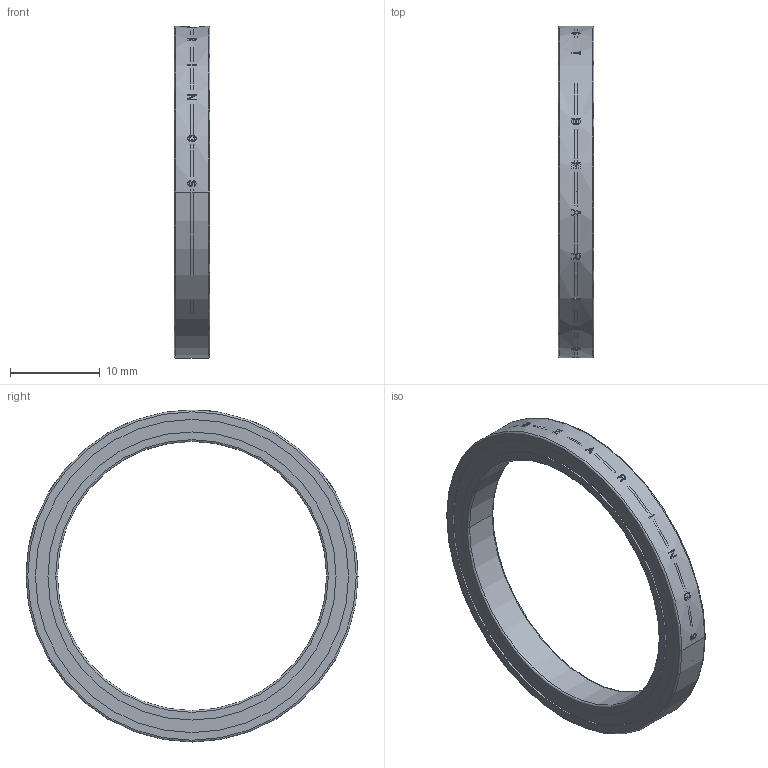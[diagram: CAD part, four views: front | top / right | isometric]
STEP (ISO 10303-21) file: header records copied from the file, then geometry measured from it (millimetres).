
FILE_DESCRIPTION((''),'2;1');
FILE_NAME('6706-2RS','2022-02-28T',('SYSTEM'),(''),'PRO/ENGINEER BY PARAMETRIC TECHNOLOGY CORPORATION, 2016360','PRO/ENGINEER BY PARAMETRIC TECHNOLOGY CORPORATION, 2016360','');
FILE_SCHEMA(('AUTOMOTIVE_DESIGN { 1 0 10303 214 1 1 1 1 }'));
Length unit declared in the file: inch
Products named in the file (1): 6706-2RS
Bounding box: 3.99 x 37.01 x 37.01 mm (x, y, z)
Volume: 1107 mm3; surface area: 3367.6 mm2
Topology: 2 solids, 4 shells, 433 faces, 1210 edges, 750 vertices
Faces by surface type: plane 294, sphere 96, cylinder 31, torus 12
Entity records: 14516 total; most frequent: CARTESIAN_POINT 3976, ORIENTED_EDGE 2224, DIRECTION 1944, EDGE_CURVE 1114, VERTEX_POINT 750, AXIS2_PLACEMENT_3D 663, VECTOR 618, LINE 618
